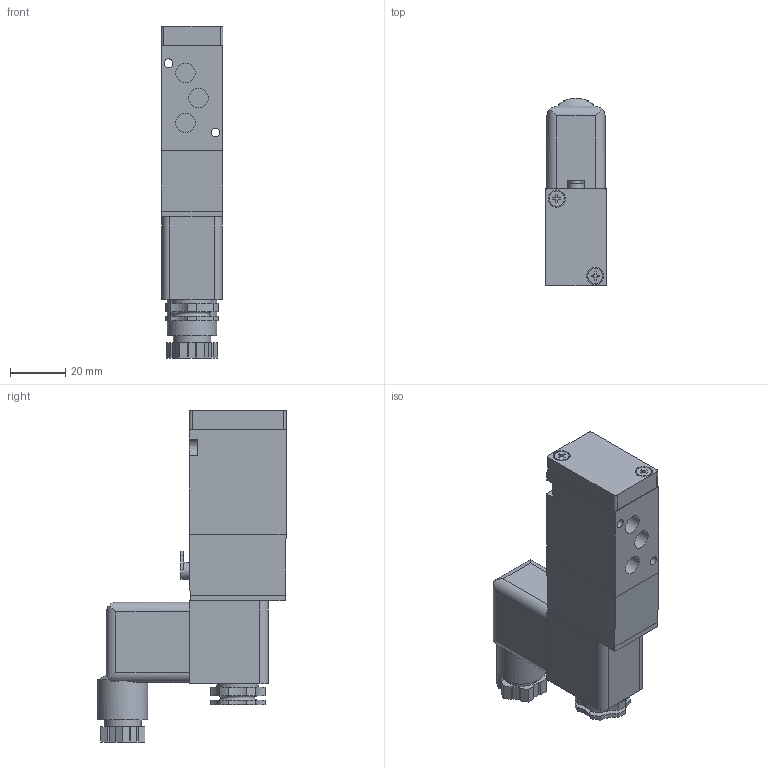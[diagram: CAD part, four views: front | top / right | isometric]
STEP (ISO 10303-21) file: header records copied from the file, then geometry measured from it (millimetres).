
FILE_DESCRIPTION( ( 'STEP AP203' ), '1' );
FILE_NAME( 'MVSC-220M-3E1-NC-8A-DC24.stp', '2020-06-23T06:28:41', ( 'License CC BY-ND 4.0' ), ( 'CADENAS' ), ' ', 'PARTsolutions', ' ' );
FILE_SCHEMA( ( 'CONFIG_CONTROL_DESIGN' ) );
Length unit declared in the file: millimetre
Products named in the file (1): _MVSC-220M-3E1-NC-8A-DC24
Bounding box: 22.3 x 68 x 120 mm (x, y, z)
Volume: 93166.2 mm3; surface area: 19907.1 mm2
Topology: 1 solids, 1 shells, 205 faces, 532 edges, 352 vertices
Faces by surface type: plane 135, cylinder 67, cone 2, torus 1
Full cylindrical faces by diameter (mm): 2.5 x1, 3.2 x2, 5.5 x2, 5.6 x1, 6 x1, 6.2 x2, 7 x4, 10 x1, 13.5 x1, 15 x1, 18 x1
Entity records: 6256 total; most frequent: CARTESIAN_POINT 1148, DIRECTION 1060, ORIENTED_EDGE 1018, EDGE_CURVE 509, LINE 354, VECTOR 354, AXIS2_PLACEMENT_3D 353, VERTEX_POINT 347
